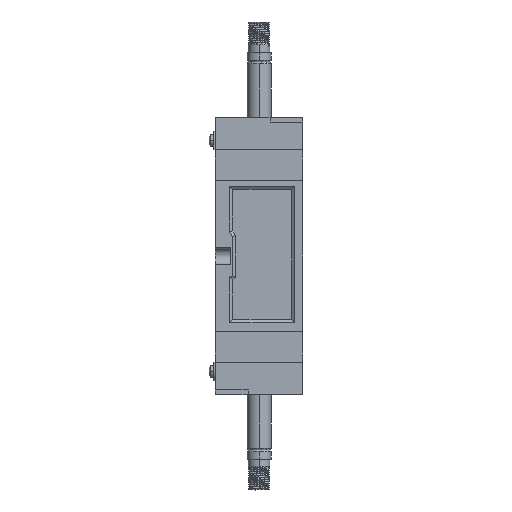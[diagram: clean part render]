
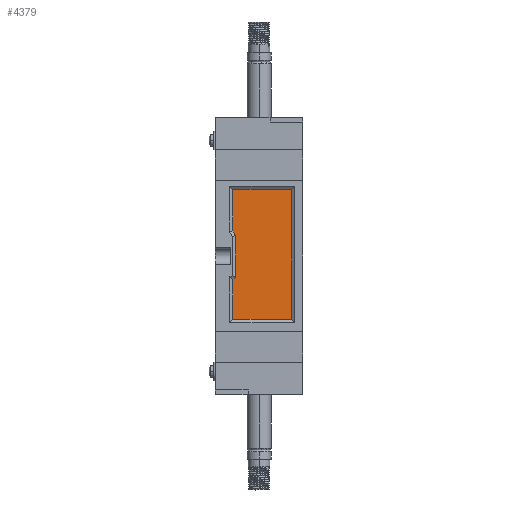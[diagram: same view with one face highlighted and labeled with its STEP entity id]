
A CAD part, left-side view. The second image highlights one B-rep face of the part: STEP entity #4379.
In plain terms, the highlighted planar face has unit normal (-1, 0, 0).
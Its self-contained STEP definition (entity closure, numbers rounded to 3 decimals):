
#1974 = VERTEX_POINT ( 'NONE', #8259 ) ;
#2947 = ORIENTED_EDGE ( 'NONE', *, *, #4079, .F. ) ;
#2948 = ORIENTED_EDGE ( 'NONE', *, *, #4080, .F. ) ;
#2949 = ORIENTED_EDGE ( 'NONE', *, *, #4081, .F. ) ;
#2950 = ORIENTED_EDGE ( 'NONE', *, *, #4082, .F. ) ;
#2951 = ORIENTED_EDGE ( 'NONE', *, *, #4083, .F. ) ;
#2952 = ORIENTED_EDGE ( 'NONE', *, *, #4084, .F. ) ;
#2953 = ORIENTED_EDGE ( 'NONE', *, *, #4086, .F. ) ;
#2954 = ORIENTED_EDGE ( 'NONE', *, *, #4088, .F. ) ;
#3106 = DIRECTION ( 'NONE',  ( 0., 0.541, 0.841 ) ) ;
#3130 = CARTESIAN_POINT ( 'NONE',  ( -8.2, 7.65, 6.629 ) ) ;
#3422 = VECTOR ( 'NONE', #3106, 1000. ) ;
#3426 = LINE ( 'NONE', #3130, #3422 ) ;
#3445 = VECTOR ( 'NONE', #7532, 1000. ) ;
#3447 = LINE ( 'NONE', #7640, #3445 ) ;
#3450 = VECTOR ( 'NONE', #7655, 1000. ) ;
#3451 = LINE ( 'NONE', #7622, #3450 ) ;
#3452 = VECTOR ( 'NONE', #7636, 1000. ) ;
#3457 = LINE ( 'NONE', #7644, #3452 ) ;
#3458 = VECTOR ( 'NONE', #7594, 1000. ) ;
#3459 = LINE ( 'NONE', #7666, #3458 ) ;
#3460 = VECTOR ( 'NONE', #7639, 1000. ) ;
#3461 = LINE ( 'NONE', #7593, #3460 ) ;
#3462 = VECTOR ( 'NONE', #7592, 1000. ) ;
#3463 = LINE ( 'NONE', #7590, #3462 ) ;
#3464 = VECTOR ( 'NONE', #7533, 1000. ) ;
#3465 = LINE ( 'NONE', #7683, #3464 ) ;
#4079 = EDGE_CURVE ( 'NONE', #1974, #5578, #3465, .T. ) ;
#4080 = EDGE_CURVE ( 'NONE', #5601, #1974, #3463, .T. ) ;
#4081 = EDGE_CURVE ( 'NONE', #5626, #5601, #3461, .T. ) ;
#4082 = EDGE_CURVE ( 'NONE', #5507, #5626, #3459, .T. ) ;
#4083 = EDGE_CURVE ( 'NONE', #5620, #5507, #3457, .T. ) ;
#4084 = EDGE_CURVE ( 'NONE', #5682, #5620, #3451, .T. ) ;
#4086 = EDGE_CURVE ( 'NONE', #5491, #5682, #3447, .T. ) ;
#4088 = EDGE_CURVE ( 'NONE', #5578, #5491, #3426, .T. ) ;
#4379 = ADVANCED_FACE ( 'NONE', ( #6002 ), #5160, .T. ) ;
#5160 = PLANE ( 'NONE',  #6729 ) ;
#5161 = CARTESIAN_POINT ( 'NONE',  ( -8.2, 7.65, 21.6 ) ) ;
#5162 = DIRECTION ( 'NONE',  ( -1., 0., 0. ) ) ;
#5163 = DIRECTION ( 'NONE',  ( 0., 0., -1. ) ) ;
#5491 = VERTEX_POINT ( 'NONE', #5904 ) ;
#5507 = VERTEX_POINT ( 'NONE', #5933 ) ;
#5578 = VERTEX_POINT ( 'NONE', #5970 ) ;
#5601 = VERTEX_POINT ( 'NONE', #5988 ) ;
#5620 = VERTEX_POINT ( 'NONE', #5998 ) ;
#5626 = VERTEX_POINT ( 'NONE', #6001 ) ;
#5682 = VERTEX_POINT ( 'NONE', #6023 ) ;
#5904 = CARTESIAN_POINT ( 'NONE',  ( -8.2, 8.55, 8.029 ) ) ;
#5933 = CARTESIAN_POINT ( 'NONE',  ( -8.2, -10.55, -20.6 ) ) ;
#5970 = CARTESIAN_POINT ( 'NONE',  ( -8.2, 7.65, 6.629 ) ) ;
#5988 = CARTESIAN_POINT ( 'NONE',  ( -8.2, 8.55, -7.386 ) ) ;
#5998 = CARTESIAN_POINT ( 'NONE',  ( -8.2, -10.55, 21.6 ) ) ;
#6001 = CARTESIAN_POINT ( 'NONE',  ( -8.2, 8.55, -20.6 ) ) ;
#6002 = FACE_OUTER_BOUND ( 'NONE', #7371, .T. ) ;
#6023 = CARTESIAN_POINT ( 'NONE',  ( -8.2, 8.55, 21.6 ) ) ;
#6729 = AXIS2_PLACEMENT_3D ( 'NONE', #5161, #5162, #5163 ) ;
#7371 = EDGE_LOOP ( 'NONE', ( #2947, #2948, #2949, #2950, #2951, #2952, #2953, #2954 ) ) ;
#7532 = DIRECTION ( 'NONE',  ( 0., 0., 1. ) ) ;
#7533 = DIRECTION ( 'NONE',  ( 0., 0., 1. ) ) ;
#7590 = CARTESIAN_POINT ( 'NONE',  ( -8.2, 8.55, -7.386 ) ) ;
#7592 = DIRECTION ( 'NONE',  ( 0., -0.914, 0.406 ) ) ;
#7593 = CARTESIAN_POINT ( 'NONE',  ( -8.2, 8.55, -20.6 ) ) ;
#7594 = DIRECTION ( 'NONE',  ( 0., 1., 0. ) ) ;
#7622 = CARTESIAN_POINT ( 'NONE',  ( -8.2, 8.55, 21.6 ) ) ;
#7636 = DIRECTION ( 'NONE',  ( 0., 0., -1. ) ) ;
#7639 = DIRECTION ( 'NONE',  ( 0., 0., 1. ) ) ;
#7640 = CARTESIAN_POINT ( 'NONE',  ( -8.2, 8.55, 8.029 ) ) ;
#7644 = CARTESIAN_POINT ( 'NONE',  ( -8.2, -10.55, 21.6 ) ) ;
#7655 = DIRECTION ( 'NONE',  ( 0., -1., 0. ) ) ;
#7666 = CARTESIAN_POINT ( 'NONE',  ( -8.2, -10.55, -20.6 ) ) ;
#7683 = CARTESIAN_POINT ( 'NONE',  ( -8.2, 7.65, -6.986 ) ) ;
#8259 = CARTESIAN_POINT ( 'NONE',  ( -8.2, 7.65, -6.986 ) ) ;
